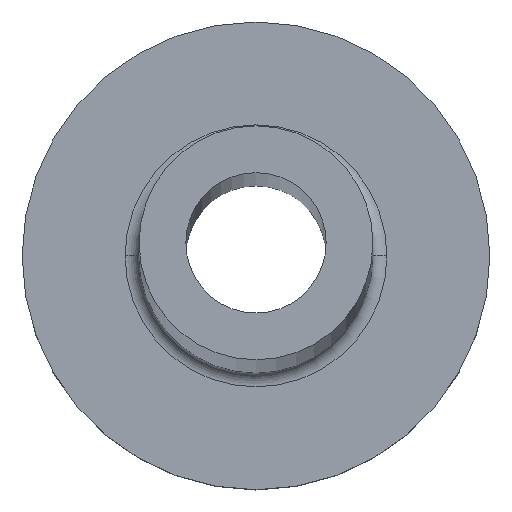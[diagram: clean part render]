
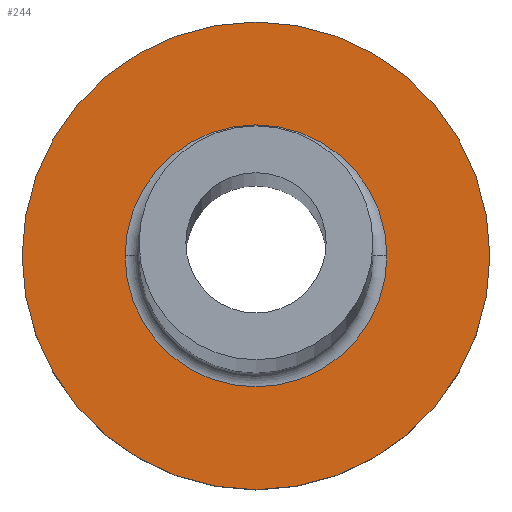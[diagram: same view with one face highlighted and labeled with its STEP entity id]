
A CAD part, top view. The second image highlights one B-rep face of the part: STEP entity #244.
In plain terms, the highlighted planar face has unit normal (0, 0, 1).
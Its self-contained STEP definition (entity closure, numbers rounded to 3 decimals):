
#11 = ORIENTED_EDGE ( 'NONE', *, *, #34, .T. ) ;
#15 = DIRECTION ( 'NONE',  ( 0., 0., 1. ) ) ;
#17 = VERTEX_POINT ( 'NONE', #107 ) ;
#22 = CIRCLE ( 'NONE', #66, 5. ) ;
#31 = VERTEX_POINT ( 'NONE', #133 ) ;
#34 = EDGE_CURVE ( 'NONE', #31, #274, #142, .T. ) ;
#36 = CIRCLE ( 'NONE', #60, 2.8 ) ;
#37 = CIRCLE ( 'NONE', #370, 2.8 ) ;
#59 = FACE_BOUND ( 'NONE', #169, .T. ) ;
#60 = AXIS2_PLACEMENT_3D ( 'NONE', #79, #166, #379 ) ;
#64 = CARTESIAN_POINT ( 'NONE',  ( -2.8, 0., 3. ) ) ;
#66 = AXIS2_PLACEMENT_3D ( 'NONE', #231, #349, #319 ) ;
#68 = ORIENTED_EDGE ( 'NONE', *, *, #305, .T. ) ;
#79 = CARTESIAN_POINT ( 'NONE',  ( 0., 0., 3. ) ) ;
#87 = EDGE_CURVE ( 'NONE', #222, #17, #36, .T. ) ;
#97 = FACE_OUTER_BOUND ( 'NONE', #312, .T. ) ;
#107 = CARTESIAN_POINT ( 'NONE',  ( 2.8, 0., 3. ) ) ;
#130 = DIRECTION ( 'NONE',  ( 1., 0., 0. ) ) ;
#131 = CARTESIAN_POINT ( 'NONE',  ( 0., 0., 3. ) ) ;
#133 = CARTESIAN_POINT ( 'NONE',  ( -5., 0., 3. ) ) ;
#142 = CIRCLE ( 'NONE', #291, 5. ) ;
#166 = DIRECTION ( 'NONE',  ( 0., 0., -1. ) ) ;
#169 = EDGE_LOOP ( 'NONE', ( #68, #178 ) ) ;
#172 = DIRECTION ( 'NONE',  ( 1., 0., 0. ) ) ;
#178 = ORIENTED_EDGE ( 'NONE', *, *, #87, .T. ) ;
#180 = EDGE_CURVE ( 'NONE', #274, #31, #22, .T. ) ;
#210 = DIRECTION ( 'NONE',  ( 0., 0., -1. ) ) ;
#213 = CARTESIAN_POINT ( 'NONE',  ( 0., 0., 3. ) ) ;
#215 = PLANE ( 'NONE',  #229 ) ;
#217 = ORIENTED_EDGE ( 'NONE', *, *, #180, .T. ) ;
#222 = VERTEX_POINT ( 'NONE', #64 ) ;
#229 = AXIS2_PLACEMENT_3D ( 'NONE', #213, #272, #236 ) ;
#231 = CARTESIAN_POINT ( 'NONE',  ( 0., 0., 3. ) ) ;
#236 = DIRECTION ( 'NONE',  ( 1., 0., 0. ) ) ;
#239 = CARTESIAN_POINT ( 'NONE',  ( 5., 0., 3. ) ) ;
#244 = ADVANCED_FACE ( 'NONE', ( #59, #97 ), #215, .T. ) ;
#272 = DIRECTION ( 'NONE',  ( 0., 0., 1. ) ) ;
#274 = VERTEX_POINT ( 'NONE', #239 ) ;
#291 = AXIS2_PLACEMENT_3D ( 'NONE', #131, #15, #130 ) ;
#301 = CARTESIAN_POINT ( 'NONE',  ( 0., 0., 3. ) ) ;
#305 = EDGE_CURVE ( 'NONE', #17, #222, #37, .T. ) ;
#312 = EDGE_LOOP ( 'NONE', ( #11, #217 ) ) ;
#319 = DIRECTION ( 'NONE',  ( 1., 0., 0. ) ) ;
#349 = DIRECTION ( 'NONE',  ( 0., 0., 1. ) ) ;
#370 = AXIS2_PLACEMENT_3D ( 'NONE', #301, #210, #172 ) ;
#379 = DIRECTION ( 'NONE',  ( 1., 0., 0. ) ) ;
